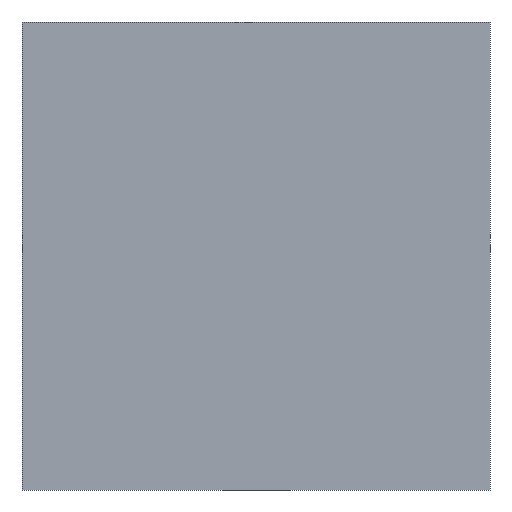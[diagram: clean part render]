
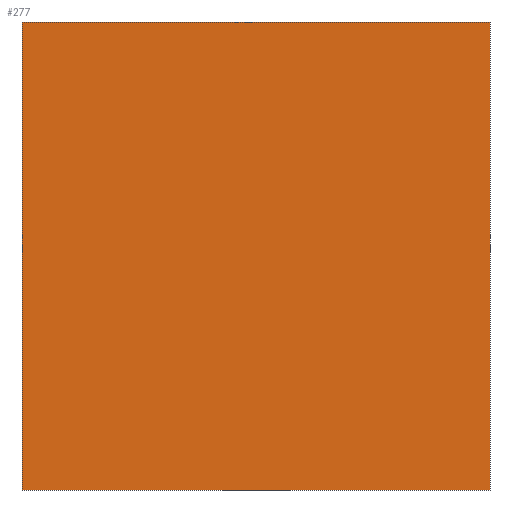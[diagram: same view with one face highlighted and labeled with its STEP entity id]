
A CAD part, front view. The second image highlights one B-rep face of the part: STEP entity #277.
In plain terms, the highlighted planar face has unit normal (0, -1, 0).
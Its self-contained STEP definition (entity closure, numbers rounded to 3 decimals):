
#54=ORIENTED_EDGE('',*,*,#106,.T.);
#55=ORIENTED_EDGE('',*,*,#98,.T.);
#56=ORIENTED_EDGE('',*,*,#109,.T.);
#57=ORIENTED_EDGE('',*,*,#116,.T.);
#98=EDGE_CURVE('',#134,#135,#158,.T.);
#106=EDGE_CURVE('',#142,#134,#166,.T.);
#109=EDGE_CURVE('',#135,#144,#169,.T.);
#116=EDGE_CURVE('',#144,#142,#174,.T.);
#134=VERTEX_POINT('',#398);
#135=VERTEX_POINT('',#399);
#142=VERTEX_POINT('',#415);
#144=VERTEX_POINT('',#421);
#158=LINE('',#397,#190);
#166=LINE('',#414,#198);
#169=LINE('',#420,#201);
#174=LINE('',#434,#206);
#190=VECTOR('',#325,1000.);
#198=VECTOR('',#335,1000.);
#201=VECTOR('',#340,1000.);
#206=VECTOR('',#351,1000.);
#229=EDGE_LOOP('',(#54,#55,#56,#57));
#247=FACE_BOUND('',#229,.T.);
#263=PLANE('',#308);
#277=ADVANCED_FACE('',(#247),#263,.T.);
#308=AXIS2_PLACEMENT_3D('',#437,#355,#356);
#325=DIRECTION('',(1.,0.,0.));
#335=DIRECTION('',(0.,0.,-1.));
#340=DIRECTION('',(0.,0.,1.));
#351=DIRECTION('',(-1.,0.,0.));
#355=DIRECTION('',(0.,-1.,0.));
#356=DIRECTION('',(0.,0.,-1.));
#397=CARTESIAN_POINT('',(-31.,0.,-31.));
#398=CARTESIAN_POINT('',(-31.,0.,-31.));
#399=CARTESIAN_POINT('',(31.,0.,-31.));
#414=CARTESIAN_POINT('',(-31.,0.,31.));
#415=CARTESIAN_POINT('',(-31.,0.,31.));
#420=CARTESIAN_POINT('',(31.,0.,-31.));
#421=CARTESIAN_POINT('',(31.,0.,31.));
#434=CARTESIAN_POINT('',(31.,0.,31.));
#437=CARTESIAN_POINT('',(0.,0.,0.));
